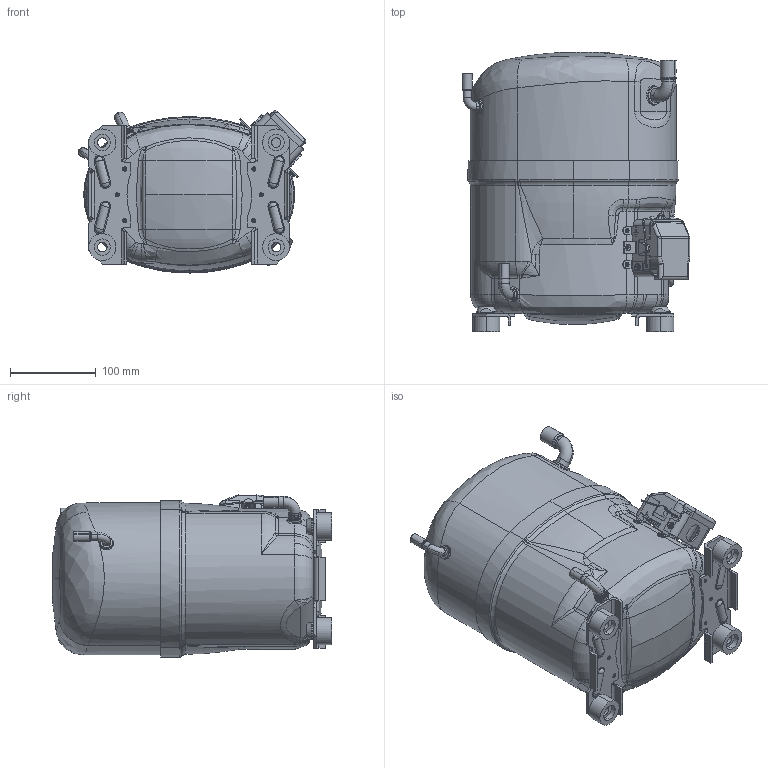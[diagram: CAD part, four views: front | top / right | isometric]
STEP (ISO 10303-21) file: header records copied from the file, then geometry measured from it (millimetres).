
FILE_DESCRIPTION (( 'STEP AP203' ), '1' );
FILE_NAME ('704328C.STEP', '2013-12-06T16:14:18', ( '' ), ( '' ), 'SwSTEP 2.0', 'SolidWorks 2013', '' );
FILE_SCHEMA (( 'CONFIG_CONTROL_DESIGN' ));
Length unit declared in the file: inch
Products named in the file (1): 704328C
Bounding box: 265.83 x 327.04 x 189.46 mm (x, y, z)
Surface area: 365316.2 mm2 (no closed solid volume)
Topology: 0 solids, 37 shells, 851 faces, 2581 edges, 1714 vertices
Faces by surface type: cylinder 272, plane 247, torus 147, bspline 133, sphere 42, cone 10
Entity records: 40671 total; most frequent: CARTESIAN_POINT 18524, DIRECTION 4582, ORIENTED_EDGE 4348, EDGE_CURVE 2559, AXIS2_PLACEMENT_3D 1753, VERTEX_POINT 1712, LINE 1076, VECTOR 1076
